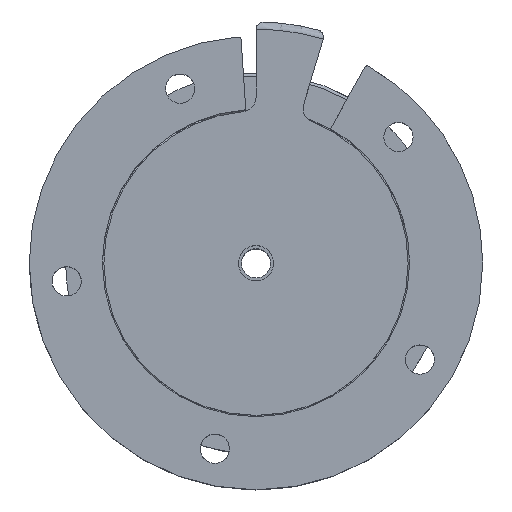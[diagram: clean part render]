
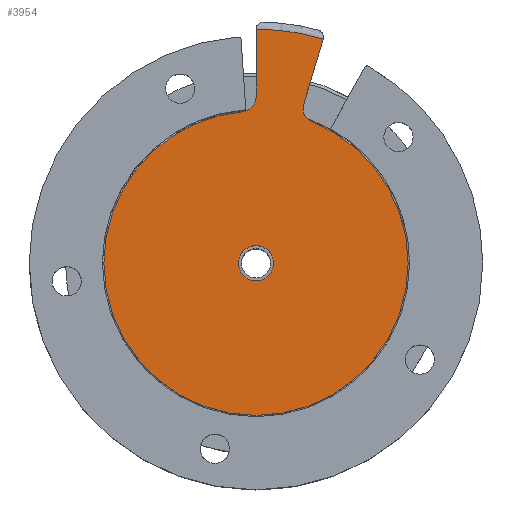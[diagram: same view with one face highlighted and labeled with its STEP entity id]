
A CAD part, top view. The second image highlights one B-rep face of the part: STEP entity #3954.
In plain terms, the highlighted planar face has unit normal (0, 0, 1).
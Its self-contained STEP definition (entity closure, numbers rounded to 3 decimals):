
#12 = AXIS2_PLACEMENT_3D ( 'NONE', #3463, #5320, #3484 ) ;
#16 = DIRECTION ( 'NONE',  ( 0., 0., 1. ) ) ;
#78 = CARTESIAN_POINT ( 'NONE',  ( 0., 10.4, 23. ) ) ;
#150 = VERTEX_POINT ( 'NONE', #3500 ) ;
#186 = VERTEX_POINT ( 'NONE', #3995 ) ;
#293 = CARTESIAN_POINT ( 'NONE',  ( -1., 11.356, 23. ) ) ;
#321 = EDGE_CURVE ( 'NONE', #5894, #590, #3319, .T. ) ;
#322 = EDGE_CURVE ( 'NONE', #590, #376, #5638, .T. ) ;
#323 = AXIS2_PLACEMENT_3D ( 'NONE', #342, #1568, #1785 ) ;
#342 = CARTESIAN_POINT ( 'NONE',  ( 4.115, 15.462, 23. ) ) ;
#376 = VERTEX_POINT ( 'NONE', #1276 ) ;
#412 = DIRECTION ( 'NONE',  ( 0.287, 0.958, 0. ) ) ;
#515 = AXIS2_PLACEMENT_3D ( 'NONE', #4801, #2489, #1530 ) ;
#533 = ORIENTED_EDGE ( 'NONE', *, *, #321, .T. ) ;
#590 = VERTEX_POINT ( 'NONE', #1134 ) ;
#632 = FACE_BOUND ( 'NONE', #3527, .T. ) ;
#633 = VERTEX_POINT ( 'NONE', #4007 ) ;
#683 = EDGE_CURVE ( 'NONE', #150, #5824, #1130, .T. ) ;
#781 = VERTEX_POINT ( 'NONE', #1654 ) ;
#947 = AXIS2_PLACEMENT_3D ( 'NONE', #5664, #5682, #4679 ) ;
#968 = CARTESIAN_POINT ( 'NONE',  ( 3.85, 9.661, 23. ) ) ;
#1003 = DIRECTION ( 'NONE',  ( 1., 0., 0. ) ) ;
#1130 = CIRCLE ( 'NONE', #1612, 16. ) ;
#1134 = CARTESIAN_POINT ( 'NONE',  ( -10.4, 0., 23. ) ) ;
#1184 = CARTESIAN_POINT ( 'NONE',  ( 0., 0., 23. ) ) ;
#1276 = CARTESIAN_POINT ( 'NONE',  ( 10.4, 0., 23. ) ) ;
#1319 = VECTOR ( 'NONE', #4214, 1000. ) ;
#1344 = EDGE_CURVE ( 'NONE', #1929, #633, #5373, .T. ) ;
#1530 = DIRECTION ( 'NONE',  ( 1., 0., 0. ) ) ;
#1543 = DIRECTION ( 'NONE',  ( 1., 0., 0. ) ) ;
#1568 = DIRECTION ( 'NONE',  ( 0., 0., 1. ) ) ;
#1591 = CIRCLE ( 'NONE', #3621, 10.4 ) ;
#1612 = AXIS2_PLACEMENT_3D ( 'NONE', #1184, #1657, #1705 ) ;
#1643 = CARTESIAN_POINT ( 'NONE',  ( -1.2, 0., 23. ) ) ;
#1654 = CARTESIAN_POINT ( 'NONE',  ( 0., 11.356, 23. ) ) ;
#1657 = DIRECTION ( 'NONE',  ( 0., 0., 1. ) ) ;
#1705 = DIRECTION ( 'NONE',  ( 1., 0., 0. ) ) ;
#1710 = ORIENTED_EDGE ( 'NONE', *, *, #4012, .T. ) ;
#1754 = VERTEX_POINT ( 'NONE', #5217 ) ;
#1785 = DIRECTION ( 'NONE',  ( 1., 0., 0. ) ) ;
#1812 = ORIENTED_EDGE ( 'NONE', *, *, #3132, .T. ) ;
#1870 = EDGE_LOOP ( 'NONE', ( #5046, #5610, #3994, #3124, #533, #3737, #1710, #4666, #1812, #3039, #2434 ) ) ;
#1929 = VERTEX_POINT ( 'NONE', #1643 ) ;
#1996 = DIRECTION ( 'NONE',  ( 0., 0., 1. ) ) ;
#2087 = DIRECTION ( 'NONE',  ( 1., 0., 0. ) ) ;
#2193 = FACE_OUTER_BOUND ( 'NONE', #1870, .T. ) ;
#2351 = CARTESIAN_POINT ( 'NONE',  ( 4.22, 10.59, 23. ) ) ;
#2372 = PLANE ( 'NONE',  #4038 ) ;
#2413 = LINE ( 'NONE', #78, #1319 ) ;
#2429 = EDGE_CURVE ( 'NONE', #4600, #150, #4051, .T. ) ;
#2434 = ORIENTED_EDGE ( 'NONE', *, *, #2429, .T. ) ;
#2489 = DIRECTION ( 'NONE',  ( 0., 0., 1. ) ) ;
#2584 = CARTESIAN_POINT ( 'NONE',  ( 0., 0., 23. ) ) ;
#2742 = EDGE_CURVE ( 'NONE', #3065, #1754, #4796, .T. ) ;
#2840 = AXIS2_PLACEMENT_3D ( 'NONE', #293, #5832, #5394 ) ;
#2952 = CARTESIAN_POINT ( 'NONE',  ( 4.594, 15.318, 23. ) ) ;
#2973 = EDGE_CURVE ( 'NONE', #781, #5894, #3646, .T. ) ;
#3039 = ORIENTED_EDGE ( 'NONE', *, *, #5633, .T. ) ;
#3049 = EDGE_CURVE ( 'NONE', #4958, #781, #2413, .T. ) ;
#3065 = VERTEX_POINT ( 'NONE', #968 ) ;
#3124 = ORIENTED_EDGE ( 'NONE', *, *, #2973, .T. ) ;
#3132 = EDGE_CURVE ( 'NONE', #1754, #186, #5274, .T. ) ;
#3200 = ORIENTED_EDGE ( 'NONE', *, *, #3665, .T. ) ;
#3277 = AXIS2_PLACEMENT_3D ( 'NONE', #3864, #5711, #1543 ) ;
#3287 = DIRECTION ( 'NONE',  ( 1., 0., 0. ) ) ;
#3319 = CIRCLE ( 'NONE', #3865, 10.4 ) ;
#3371 = CARTESIAN_POINT ( 'NONE',  ( 0., 0., 23. ) ) ;
#3410 = CIRCLE ( 'NONE', #4346, 1.2 ) ;
#3463 = CARTESIAN_POINT ( 'NONE',  ( 0.5, 15.992, 23. ) ) ;
#3484 = DIRECTION ( 'NONE',  ( 1., 0., 0. ) ) ;
#3500 = CARTESIAN_POINT ( 'NONE',  ( 4.596, 15.326, 23. ) ) ;
#3527 = EDGE_LOOP ( 'NONE', ( #3790, #3200 ) ) ;
#3621 = AXIS2_PLACEMENT_3D ( 'NONE', #3371, #1996, #1003 ) ;
#3646 = CIRCLE ( 'NONE', #2840, 1. ) ;
#3665 = EDGE_CURVE ( 'NONE', #633, #1929, #3410, .T. ) ;
#3737 = ORIENTED_EDGE ( 'NONE', *, *, #322, .T. ) ;
#3789 = DIRECTION ( 'NONE',  ( 1., 0., 0. ) ) ;
#3790 = ORIENTED_EDGE ( 'NONE', *, *, #1344, .T. ) ;
#3864 = CARTESIAN_POINT ( 'NONE',  ( 0., 0., 23. ) ) ;
#3865 = AXIS2_PLACEMENT_3D ( 'NONE', #4736, #4324, #3789 ) ;
#3954 = ADVANCED_FACE ( 'NONE', ( #632, #2193 ), #2372, .T. ) ;
#3978 = CIRCLE ( 'NONE', #12, 0.5 ) ;
#3994 = ORIENTED_EDGE ( 'NONE', *, *, #3049, .T. ) ;
#3995 = CARTESIAN_POINT ( 'NONE',  ( 3.262, 10.877, 23. ) ) ;
#4007 = CARTESIAN_POINT ( 'NONE',  ( 1.2, 0., 23. ) ) ;
#4012 = EDGE_CURVE ( 'NONE', #376, #3065, #1591, .T. ) ;
#4038 = AXIS2_PLACEMENT_3D ( 'NONE', #5594, #16, #3287 ) ;
#4051 = CIRCLE ( 'NONE', #323, 0.5 ) ;
#4214 = DIRECTION ( 'NONE',  ( 0., -1., 0. ) ) ;
#4218 = DIRECTION ( 'NONE',  ( 0., 0., -1. ) ) ;
#4315 = CARTESIAN_POINT ( 'NONE',  ( 0., 16., 23. ) ) ;
#4324 = DIRECTION ( 'NONE',  ( 0., 0., 1. ) ) ;
#4334 = CARTESIAN_POINT ( 'NONE',  ( -0.912, 10.36, 23. ) ) ;
#4346 = AXIS2_PLACEMENT_3D ( 'NONE', #2584, #4849, #2087 ) ;
#4380 = AXIS2_PLACEMENT_3D ( 'NONE', #2351, #4218, #4720 ) ;
#4600 = VERTEX_POINT ( 'NONE', #2952 ) ;
#4666 = ORIENTED_EDGE ( 'NONE', *, *, #2742, .T. ) ;
#4671 = EDGE_CURVE ( 'NONE', #5824, #4958, #3978, .T. ) ;
#4679 = DIRECTION ( 'NONE',  ( 1., 0., 0. ) ) ;
#4684 = CARTESIAN_POINT ( 'NONE',  ( 0., 15.992, 23. ) ) ;
#4720 = DIRECTION ( 'NONE',  ( 1., 0., 0. ) ) ;
#4736 = CARTESIAN_POINT ( 'NONE',  ( 0., 0., 23. ) ) ;
#4796 = CIRCLE ( 'NONE', #4380, 1. ) ;
#4801 = CARTESIAN_POINT ( 'NONE',  ( 0., 0., 23. ) ) ;
#4849 = DIRECTION ( 'NONE',  ( 0., 0., -1. ) ) ;
#4958 = VERTEX_POINT ( 'NONE', #4684 ) ;
#4977 = CARTESIAN_POINT ( 'NONE',  ( 2.987, 9.962, 23. ) ) ;
#5046 = ORIENTED_EDGE ( 'NONE', *, *, #683, .T. ) ;
#5217 = CARTESIAN_POINT ( 'NONE',  ( 3.22, 10.59, 23. ) ) ;
#5274 = CIRCLE ( 'NONE', #947, 1. ) ;
#5320 = DIRECTION ( 'NONE',  ( 0., 0., 1. ) ) ;
#5373 = CIRCLE ( 'NONE', #3277, 1.2 ) ;
#5394 = DIRECTION ( 'NONE',  ( 1., 0., 0. ) ) ;
#5461 = VECTOR ( 'NONE', #412, 1000. ) ;
#5590 = LINE ( 'NONE', #4977, #5461 ) ;
#5594 = CARTESIAN_POINT ( 'NONE',  ( 0., 0., 23. ) ) ;
#5610 = ORIENTED_EDGE ( 'NONE', *, *, #4671, .T. ) ;
#5633 = EDGE_CURVE ( 'NONE', #186, #4600, #5590, .T. ) ;
#5638 = CIRCLE ( 'NONE', #515, 10.4 ) ;
#5664 = CARTESIAN_POINT ( 'NONE',  ( 4.22, 10.59, 23. ) ) ;
#5682 = DIRECTION ( 'NONE',  ( 0., 0., -1. ) ) ;
#5711 = DIRECTION ( 'NONE',  ( 0., 0., -1. ) ) ;
#5824 = VERTEX_POINT ( 'NONE', #4315 ) ;
#5832 = DIRECTION ( 'NONE',  ( 0., 0., -1. ) ) ;
#5894 = VERTEX_POINT ( 'NONE', #4334 ) ;
